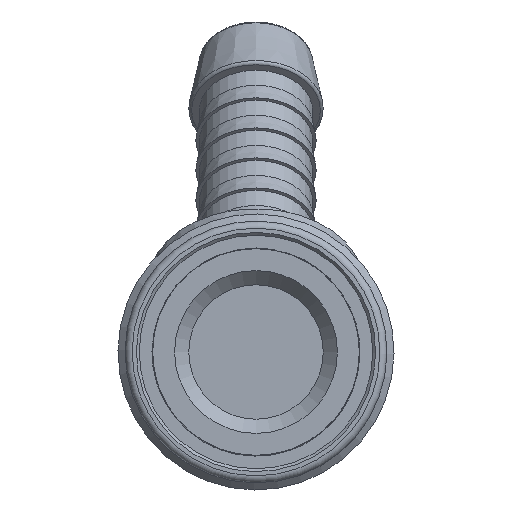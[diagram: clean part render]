
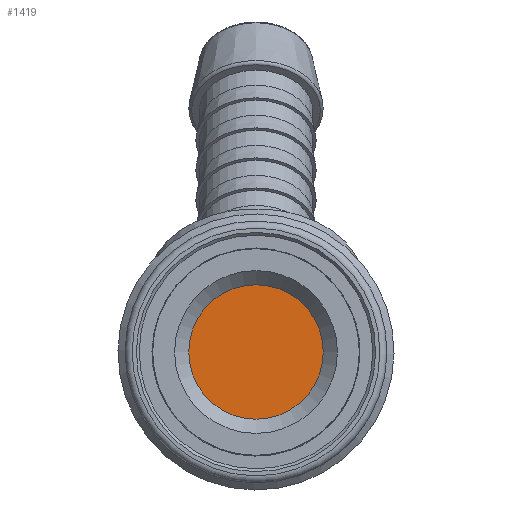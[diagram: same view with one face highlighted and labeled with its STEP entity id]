
A CAD part, left-side view. The second image highlights one B-rep face of the part: STEP entity #1419.
In plain terms, the highlighted planar face has unit normal (-1, 0, 0).
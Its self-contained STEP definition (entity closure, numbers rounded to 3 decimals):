
#354=FACE_OUTER_BOUND('',#450,.T.);
#450=EDGE_LOOP('',(#988));
#558=CIRCLE('',#1533,4.75);
#660=VERTEX_POINT('',#2118);
#783=EDGE_CURVE('',#660,#660,#558,.T.);
#988=ORIENTED_EDGE('',*,*,#783,.F.);
#1398=PLANE('',#1532);
#1419=ADVANCED_FACE('',(#354),#1398,.T.);
#1532=AXIS2_PLACEMENT_3D('',#2117,#1709,#1710);
#1533=AXIS2_PLACEMENT_3D('',#2119,#1711,#1712);
#1709=DIRECTION('center_axis',(-1.,0.,0.));
#1710=DIRECTION('ref_axis',(0.,0.,1.));
#1711=DIRECTION('center_axis',(1.,0.,0.));
#1712=DIRECTION('ref_axis',(0.,0.,1.));
#2117=CARTESIAN_POINT('Origin',(23.27,0.,0.));
#2118=CARTESIAN_POINT('',(23.27,0.,-4.75));
#2119=CARTESIAN_POINT('Origin',(23.27,0.,0.));
